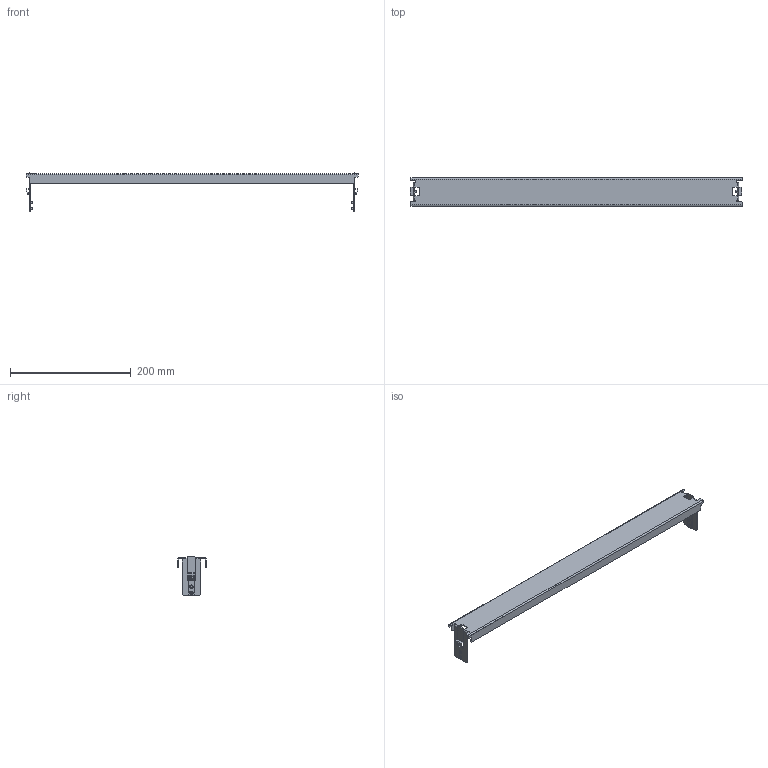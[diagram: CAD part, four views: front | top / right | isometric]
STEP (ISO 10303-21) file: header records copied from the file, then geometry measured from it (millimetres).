
FILE_DESCRIPTION (( 'STEP AP214' ), '1' );
FILE_NAME ('Filler_OCP_1OU_RevC.STEP', '2021-12-17T08:22:03', ( '' ), ( '' ), 'SwSTEP 2.0', 'SolidWorks 2016', '' );
FILE_SCHEMA (( 'AUTOMOTIVE_DESIGN' ));
Length unit declared in the file: inch
Products named in the file (4): MS20426-AD4-3; 152-5553-001 Rev1_-1; Spring_clip_D‚faut; Filler_OCP_1OU_RevC
Assembly tree (7 placements, depth 2):
  Filler_OCP_1OU_RevC
    152-5553-001 Rev1_-1
    MS20426-AD4-3  x4
    Spring_clip_D‚faut  x2
Bounding box: 549.91 x 47.2 x 66.04 mm (x, y, z)
Volume: 63388.9 mm3; surface area: 93811.9 mm2
Topology: 7 solids, 7 shells, 286 faces, 660 edges, 384 vertices
Faces by surface type: plane 174, cylinder 84, cone 16, torus 8, bspline 4
Entity records: 5724 total; most frequent: CARTESIAN_POINT 1002, DIRECTION 976, ORIENTED_EDGE 924, EDGE_CURVE 462, VECTOR 340, LINE 340, AXIS2_PLACEMENT_3D 318, VERTEX_POINT 272
